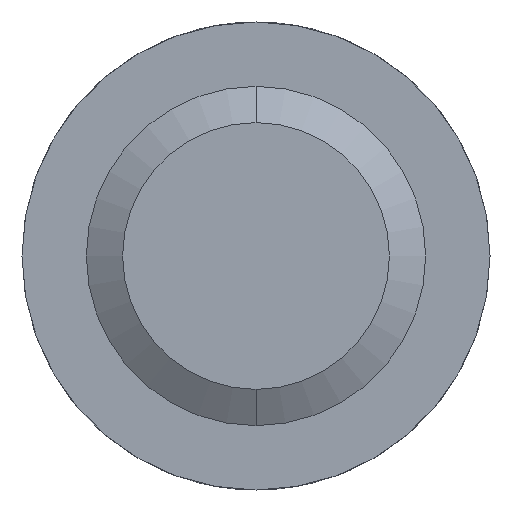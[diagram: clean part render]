
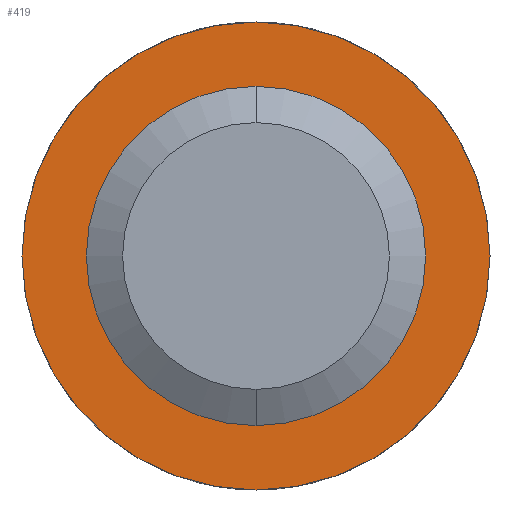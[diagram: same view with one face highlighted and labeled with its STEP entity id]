
A CAD part, front view. The second image highlights one B-rep face of the part: STEP entity #419.
In plain terms, the highlighted planar face has unit normal (0, -1, 0).
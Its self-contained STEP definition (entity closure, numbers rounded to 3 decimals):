
#26 = CIRCLE ( 'NONE', #69, 1.14 ) ;
#33 = VERTEX_POINT ( 'NONE', #446 ) ;
#42 = CIRCLE ( 'NONE', #202, 2. ) ;
#69 = AXIS2_PLACEMENT_3D ( 'NONE', #169, #168, #167 ) ;
#76 = CIRCLE ( 'NONE', #313, 2. ) ;
#96 = PLANE ( 'NONE',  #343 ) ;
#97 = CIRCLE ( 'NONE', #334, 1.14 ) ;
#128 = FACE_OUTER_BOUND ( 'NONE', #402, .T. ) ;
#141 = FACE_BOUND ( 'NONE', #154, .T. ) ;
#148 = CARTESIAN_POINT ( 'NONE',  ( -2., -15.5, 0. ) ) ;
#154 = EDGE_LOOP ( 'NONE', ( #274, #267 ) ) ;
#167 = DIRECTION ( 'NONE',  ( 0., 0., 1. ) ) ;
#168 = DIRECTION ( 'NONE',  ( 0., 1., 0. ) ) ;
#169 = CARTESIAN_POINT ( 'NONE',  ( 0., -15.5, 0. ) ) ;
#183 = CARTESIAN_POINT ( 'NONE',  ( 0., -15.5, 1.14 ) ) ;
#202 = AXIS2_PLACEMENT_3D ( 'NONE', #256, #251, #250 ) ;
#221 = VERTEX_POINT ( 'NONE', #425 ) ;
#227 = VERTEX_POINT ( 'NONE', #458 ) ;
#239 = DIRECTION ( 'NONE',  ( 0., 1., 0. ) ) ;
#243 = ORIENTED_EDGE ( 'NONE', *, *, #476, .F. ) ;
#250 = DIRECTION ( 'NONE',  ( 0., 0., 1. ) ) ;
#251 = DIRECTION ( 'NONE',  ( 0., 1., 0. ) ) ;
#256 = CARTESIAN_POINT ( 'NONE',  ( 0., -15.5, 0. ) ) ;
#267 = ORIENTED_EDGE ( 'NONE', *, *, #573, .T. ) ;
#274 = ORIENTED_EDGE ( 'NONE', *, *, #452, .T. ) ;
#276 = ORIENTED_EDGE ( 'NONE', *, *, #528, .F. ) ;
#313 = AXIS2_PLACEMENT_3D ( 'NONE', #461, #457, #455 ) ;
#334 = AXIS2_PLACEMENT_3D ( 'NONE', #524, #520, #519 ) ;
#343 = AXIS2_PLACEMENT_3D ( 'NONE', #148, #239, #576 ) ;
#402 = EDGE_LOOP ( 'NONE', ( #243, #276 ) ) ;
#419 = ADVANCED_FACE ( 'NONE', ( #128, #141 ), #96, .F. ) ;
#425 = CARTESIAN_POINT ( 'NONE',  ( 0., -15.5, -2. ) ) ;
#446 = CARTESIAN_POINT ( 'NONE',  ( 0., -15.5, -1.14 ) ) ;
#452 = EDGE_CURVE ( 'NONE', #572, #33, #97, .T. ) ;
#455 = DIRECTION ( 'NONE',  ( 0., 0., 1. ) ) ;
#457 = DIRECTION ( 'NONE',  ( 0., 1., 0. ) ) ;
#458 = CARTESIAN_POINT ( 'NONE',  ( 0., -15.5, 2. ) ) ;
#461 = CARTESIAN_POINT ( 'NONE',  ( 0., -15.5, 0. ) ) ;
#476 = EDGE_CURVE ( 'NONE', #227, #221, #76, .T. ) ;
#519 = DIRECTION ( 'NONE',  ( 0., 0., 1. ) ) ;
#520 = DIRECTION ( 'NONE',  ( 0., 1., 0. ) ) ;
#524 = CARTESIAN_POINT ( 'NONE',  ( 0., -15.5, 0. ) ) ;
#528 = EDGE_CURVE ( 'NONE', #221, #227, #42, .T. ) ;
#572 = VERTEX_POINT ( 'NONE', #183 ) ;
#573 = EDGE_CURVE ( 'NONE', #33, #572, #26, .T. ) ;
#576 = DIRECTION ( 'NONE',  ( 0., 0., 1. ) ) ;
